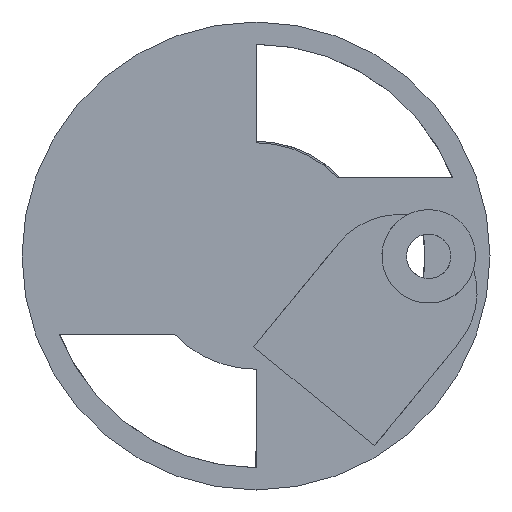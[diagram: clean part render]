
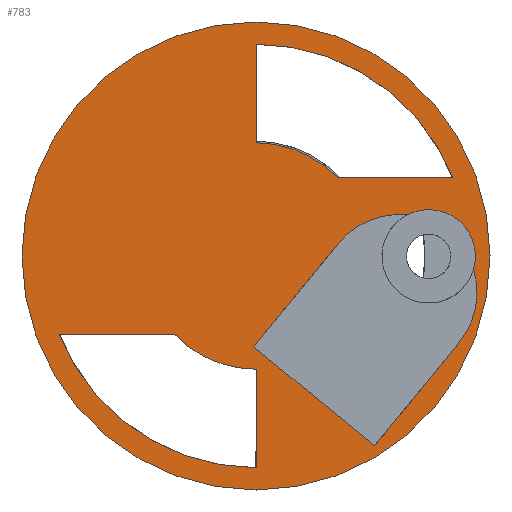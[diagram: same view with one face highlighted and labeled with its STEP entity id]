
A CAD part, left-side view. The second image highlights one B-rep face of the part: STEP entity #783.
In plain terms, the highlighted planar face has unit normal (-1, 0, 0).
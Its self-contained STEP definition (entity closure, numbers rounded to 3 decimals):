
#28=FACE_BOUND('',#110,.T.);
#29=FACE_BOUND('',#111,.T.);
#30=FACE_BOUND('',#112,.T.);
#35=PLANE('',#861);
#64=FACE_OUTER_BOUND('',#109,.T.);
#109=EDGE_LOOP('',(#545));
#110=EDGE_LOOP('',(#546));
#111=EDGE_LOOP('',(#547,#548,#549,#550));
#112=EDGE_LOOP('',(#551,#552,#553,#554));
#156=LINE('',#1233,#224);
#157=LINE('',#1237,#225);
#158=LINE('',#1241,#226);
#159=LINE('',#1245,#227);
#224=VECTOR('',#977,10.);
#225=VECTOR('',#980,10.);
#226=VECTOR('',#983,10.);
#227=VECTOR('',#986,10.);
#290=CIRCLE('',#851,2.1);
#297=CIRCLE('',#862,10.5);
#298=CIRCLE('',#863,5.079);
#299=CIRCLE('',#864,9.5);
#300=CIRCLE('',#865,9.5);
#301=CIRCLE('',#866,5.079);
#338=VERTEX_POINT('',#1210);
#344=VERTEX_POINT('',#1229);
#345=VERTEX_POINT('',#1231);
#346=VERTEX_POINT('',#1232);
#347=VERTEX_POINT('',#1234);
#348=VERTEX_POINT('',#1236);
#349=VERTEX_POINT('',#1239);
#350=VERTEX_POINT('',#1240);
#351=VERTEX_POINT('',#1242);
#352=VERTEX_POINT('',#1244);
#414=EDGE_CURVE('',#338,#338,#290,.T.);
#423=EDGE_CURVE('',#344,#344,#297,.T.);
#424=EDGE_CURVE('',#345,#346,#156,.T.);
#425=EDGE_CURVE('',#346,#347,#298,.T.);
#426=EDGE_CURVE('',#348,#347,#157,.T.);
#427=EDGE_CURVE('',#345,#348,#299,.T.);
#428=EDGE_CURVE('',#349,#350,#158,.T.);
#429=EDGE_CURVE('',#351,#349,#300,.T.);
#430=EDGE_CURVE('',#351,#352,#159,.T.);
#431=EDGE_CURVE('',#352,#350,#301,.T.);
#545=ORIENTED_EDGE('',*,*,#423,.F.);
#546=ORIENTED_EDGE('',*,*,#414,.T.);
#547=ORIENTED_EDGE('',*,*,#424,.T.);
#548=ORIENTED_EDGE('',*,*,#425,.T.);
#549=ORIENTED_EDGE('',*,*,#426,.F.);
#550=ORIENTED_EDGE('',*,*,#427,.F.);
#551=ORIENTED_EDGE('',*,*,#428,.F.);
#552=ORIENTED_EDGE('',*,*,#429,.F.);
#553=ORIENTED_EDGE('',*,*,#430,.T.);
#554=ORIENTED_EDGE('',*,*,#431,.T.);
#783=ADVANCED_FACE('',(#64,#28,#29,#30),#35,.F.);
#851=AXIS2_PLACEMENT_3D('',#1211,#951,#952);
#861=AXIS2_PLACEMENT_3D('',#1228,#973,#974);
#862=AXIS2_PLACEMENT_3D('',#1230,#975,#976);
#863=AXIS2_PLACEMENT_3D('',#1235,#978,#979);
#864=AXIS2_PLACEMENT_3D('',#1238,#981,#982);
#865=AXIS2_PLACEMENT_3D('',#1243,#984,#985);
#866=AXIS2_PLACEMENT_3D('',#1246,#987,#988);
#951=DIRECTION('center_axis',(1.,0.,0.));
#952=DIRECTION('ref_axis',(0.,-1.,0.));
#973=DIRECTION('center_axis',(1.,0.,0.));
#974=DIRECTION('ref_axis',(0.,0.,-1.));
#975=DIRECTION('center_axis',(1.,0.,0.));
#976=DIRECTION('ref_axis',(0.,-1.,0.));
#977=DIRECTION('',(0.,-1.,0.));
#978=DIRECTION('center_axis',(-1.,0.,0.));
#979=DIRECTION('ref_axis',(0.,-1.,0.));
#980=DIRECTION('',(0.,0.,1.));
#981=DIRECTION('center_axis',(-1.,0.,0.));
#982=DIRECTION('ref_axis',(0.,-1.,0.));
#983=DIRECTION('',(0.,0.,-1.));
#984=DIRECTION('center_axis',(-1.,0.,0.));
#985=DIRECTION('ref_axis',(0.,-1.,0.));
#986=DIRECTION('',(0.,1.,0.));
#987=DIRECTION('center_axis',(-1.,0.,0.));
#988=DIRECTION('ref_axis',(0.,1.,0.));
#1210=CARTESIAN_POINT('',(-20.,-5.65,6.484));
#1211=CARTESIAN_POINT('Origin',(-20.,-7.75,6.484));
#1228=CARTESIAN_POINT('Origin',(-20.,0.,6.5));
#1229=CARTESIAN_POINT('',(-20.,10.5,6.5));
#1230=CARTESIAN_POINT('Origin',(-20.,0.,6.5));
#1231=CARTESIAN_POINT('',(-20.,8.83,2.995));
#1232=CARTESIAN_POINT('',(-20.,3.676,2.995));
#1233=CARTESIAN_POINT('',(-20.,1.839,2.995));
#1234=CARTESIAN_POINT('',(-20.,0.,1.421));
#1235=CARTESIAN_POINT('Origin',(-20.,0.,6.5));
#1236=CARTESIAN_POINT('',(-20.,0.,-3.));
#1237=CARTESIAN_POINT('',(-20.,0.,1.75));
#1238=CARTESIAN_POINT('Origin',(-20.,0.,6.5));
#1239=CARTESIAN_POINT('',(-20.,0.,16.));
#1240=CARTESIAN_POINT('',(-20.,0.,11.579));
#1241=CARTESIAN_POINT('',(-20.,0.,11.25));
#1242=CARTESIAN_POINT('',(-20.,-8.826,10.015));
#1243=CARTESIAN_POINT('Origin',(-20.,0.,6.5));
#1244=CARTESIAN_POINT('',(-20.,-3.666,10.015));
#1245=CARTESIAN_POINT('',(-20.,-1.832,10.015));
#1246=CARTESIAN_POINT('Origin',(-20.,0.,6.5));
